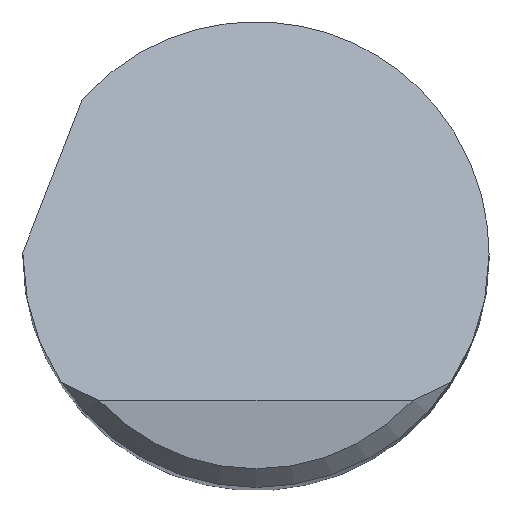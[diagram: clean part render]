
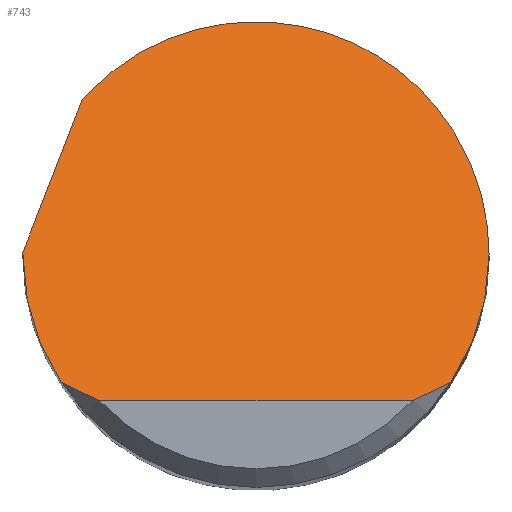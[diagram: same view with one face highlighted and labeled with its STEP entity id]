
A CAD part, top view. The second image highlights one B-rep face of the part: STEP entity #743.
In plain terms, the highlighted planar face has unit normal (0, 0.707, 0.707).
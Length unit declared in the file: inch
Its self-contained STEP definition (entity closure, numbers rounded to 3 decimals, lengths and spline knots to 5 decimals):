
#2 =( BOUNDED_CURVE ( )  B_SPLINE_CURVE ( 3, ( #126, #243, #705, #372 ),
 .UNSPECIFIED., .F., .F. ) 
 B_SPLINE_CURVE_WITH_KNOTS ( ( 4, 4 ),
 ( 4.13401, 4.71239 ),
 .UNSPECIFIED. ) 
 CURVE ( )  GEOMETRIC_REPRESENTATION_ITEM ( )  RATIONAL_B_SPLINE_CURVE ( ( 1., 0.972, 0.972, 1. ) ) 
 REPRESENTATION_ITEM ( '' )  );
#11 = VERTEX_POINT ( 'NONE', #485 ) ;
#19 = CARTESIAN_POINT ( 'NONE',  ( 0.1875, 0., 2.3825 ) ) ;
#22 = CARTESIAN_POINT ( 'NONE',  ( -0.1875, 0., 2.3825 ) ) ;
#34 = CARTESIAN_POINT ( 'NONE',  ( -0.1369, -0.11288, 2.49538 ) ) ;
#47 = CARTESIAN_POINT ( 'NONE',  ( -0.18749, 0.002, 2.3805 ) ) ;
#65 = DIRECTION ( 'NONE',  ( 0., -0.707, -0.707 ) ) ;
#84 = CARTESIAN_POINT ( 'NONE',  ( -0.1875, -0.1175, 2.5 ) ) ;
#98 = B_SPLINE_CURVE_WITH_KNOTS ( 'NONE', 3,
 ( #351, #282, #619, #505 ),
 .UNSPECIFIED., .F., .F.,
 ( 4, 4 ),
 ( 0., 0.00095 ),
 .UNSPECIFIED. ) ;
#107 = CARTESIAN_POINT ( 'NONE',  ( -0.1875, 0.00067, 2.38183 ) ) ;
#109 = CARTESIAN_POINT ( 'NONE',  ( -0.157, -0.1025, 2.485 ) ) ;
#119 = EDGE_CURVE ( 'NONE', #819, #408, #801, .T. ) ;
#123 = DIRECTION ( 'NONE',  ( 1., 0., 0. ) ) ;
#126 = CARTESIAN_POINT ( 'NONE',  ( -0.157, -0.1025, 2.485 ) ) ;
#160 = CARTESIAN_POINT ( 'NONE',  ( 0.1875, -0.03666, 2.41916 ) ) ;
#196 = AXIS2_PLACEMENT_3D ( 'NONE', #84, #65, #523 ) ;
#208 = CARTESIAN_POINT ( 'NONE',  ( -0.12629, -0.1175, 2.5 ) ) ;
#228 = VERTEX_POINT ( 'NONE', #109 ) ;
#241 = CARTESIAN_POINT ( 'NONE',  ( -0.1875, 0., 2.3825 ) ) ;
#243 = CARTESIAN_POINT ( 'NONE',  ( -0.17704, -0.0718, 2.4543 ) ) ;
#260 =( BOUNDED_CURVE ( )  B_SPLINE_CURVE ( 3, ( #712, #511, #827, #833 ),
 .UNSPECIFIED., .F., .F. ) 
 B_SPLINE_CURVE_WITH_KNOTS ( ( 4, 4 ),
 ( 5.44247, 7.85398 ),
 .UNSPECIFIED. ) 
 CURVE ( )  GEOMETRIC_REPRESENTATION_ITEM ( )  RATIONAL_B_SPLINE_CURVE ( ( 1., 0.571, 0.571, 1. ) ) 
 REPRESENTATION_ITEM ( '' )  );
#270 = EDGE_CURVE ( 'NONE', #797, #795, #432, .T. ) ;
#282 = CARTESIAN_POINT ( 'NONE',  ( 0.1369, -0.11288, 2.49538 ) ) ;
#333 = VECTOR ( 'NONE', #682, 39.37008 ) ;
#351 = CARTESIAN_POINT ( 'NONE',  ( 0.12629, -0.1175, 2.5 ) ) ;
#372 = CARTESIAN_POINT ( 'NONE',  ( -0.1875, 0., 2.3825 ) ) ;
#388 = ORIENTED_EDGE ( 'NONE', *, *, #270, .F. ) ;
#393 = ORIENTED_EDGE ( 'NONE', *, *, #632, .F. ) ;
#401 = VERTEX_POINT ( 'NONE', #666 ) ;
#406 = VERTEX_POINT ( 'NONE', #22 ) ;
#408 = VERTEX_POINT ( 'NONE', #659 ) ;
#431 = CARTESIAN_POINT ( 'NONE',  ( -0.23064, -0.10912, 2.49162 ) ) ;
#432 =( BOUNDED_CURVE ( )  B_SPLINE_CURVE ( 3, ( #607, #160, #749, #561 ),
 .UNSPECIFIED., .F., .F. ) 
 B_SPLINE_CURVE_WITH_KNOTS ( ( 4, 4 ),
 ( 1.5708, 2.14917 ),
 .UNSPECIFIED. ) 
 CURVE ( )  GEOMETRIC_REPRESENTATION_ITEM ( )  RATIONAL_B_SPLINE_CURVE ( ( 1., 0.972, 0.972, 1. ) ) 
 REPRESENTATION_ITEM ( '' )  );
#482 = ORIENTED_EDGE ( 'NONE', *, *, #119, .T. ) ;
#485 = CARTESIAN_POINT ( 'NONE',  ( -0.13971, 0.12505, 2.25745 ) ) ;
#491 = EDGE_LOOP ( 'NONE', ( #482, #602, #388, #393, #744, #734, #522, #667 ) ) ;
#495 = VECTOR ( 'NONE', #123, 39.37008 ) ;
#503 = CARTESIAN_POINT ( 'NONE',  ( -0.12629, -0.1175, 2.5 ) ) ;
#504 =( BOUNDED_CURVE ( )  B_SPLINE_CURVE ( 3, ( #241, #107, #762, #47 ),
 .UNSPECIFIED., .F., .F. ) 
 B_SPLINE_CURVE_WITH_KNOTS ( ( 4, 4 ),
 ( 4.71239, 4.72306 ),
 .UNSPECIFIED. ) 
 CURVE ( )  GEOMETRIC_REPRESENTATION_ITEM ( )  RATIONAL_B_SPLINE_CURVE ( ( 1., 1., 1., 1. ) ) 
 REPRESENTATION_ITEM ( '' )  );
#505 = CARTESIAN_POINT ( 'NONE',  ( 0.157, -0.1025, 2.485 ) ) ;
#511 = CARTESIAN_POINT ( 'NONE',  ( -0.00341, 0.27733, 2.10517 ) ) ;
#518 = B_SPLINE_CURVE_WITH_KNOTS ( 'NONE', 3,
 ( #549, #802, #34, #503 ),
 .UNSPECIFIED., .F., .F.,
 ( 4, 4 ),
 ( 0., 0.00095 ),
 .UNSPECIFIED. ) ;
#522 = ORIENTED_EDGE ( 'NONE', *, *, #696, .F. ) ;
#523 = DIRECTION ( 'NONE',  ( 0., 0.707, -0.707 ) ) ;
#538 = CARTESIAN_POINT ( 'NONE',  ( 0.157, -0.1025, 2.485 ) ) ;
#539 = EDGE_CURVE ( 'NONE', #401, #11, #810, .T. ) ;
#549 = CARTESIAN_POINT ( 'NONE',  ( -0.157, -0.1025, 2.485 ) ) ;
#551 = EDGE_CURVE ( 'NONE', #406, #401, #504, .T. ) ;
#561 = CARTESIAN_POINT ( 'NONE',  ( 0.157, -0.1025, 2.485 ) ) ;
#568 = EDGE_CURVE ( 'NONE', #408, #795, #98, .T. ) ;
#602 = ORIENTED_EDGE ( 'NONE', *, *, #568, .T. ) ;
#603 = FACE_OUTER_BOUND ( 'NONE', #491, .T. ) ;
#607 = CARTESIAN_POINT ( 'NONE',  ( 0.1875, 0., 2.3825 ) ) ;
#619 = CARTESIAN_POINT ( 'NONE',  ( 0.14711, -0.10785, 2.49035 ) ) ;
#620 = EDGE_CURVE ( 'NONE', #228, #819, #518, .T. ) ;
#632 = EDGE_CURVE ( 'NONE', #11, #797, #260, .T. ) ;
#659 = CARTESIAN_POINT ( 'NONE',  ( 0.12629, -0.1175, 2.5 ) ) ;
#666 = CARTESIAN_POINT ( 'NONE',  ( -0.18749, 0.002, 2.3805 ) ) ;
#667 = ORIENTED_EDGE ( 'NONE', *, *, #620, .T. ) ;
#682 = DIRECTION ( 'NONE',  ( 0.265, 0.682, -0.682 ) ) ;
#696 = EDGE_CURVE ( 'NONE', #228, #406, #2, .T. ) ;
#699 = CARTESIAN_POINT ( 'NONE',  ( 0., -0.1175, 2.5 ) ) ;
#705 = CARTESIAN_POINT ( 'NONE',  ( -0.1875, -0.03666, 2.41916 ) ) ;
#712 = CARTESIAN_POINT ( 'NONE',  ( -0.13971, 0.12505, 2.25745 ) ) ;
#727 = PLANE ( 'NONE',  #196 ) ;
#734 = ORIENTED_EDGE ( 'NONE', *, *, #551, .F. ) ;
#743 = ADVANCED_FACE ( 'NONE', ( #603 ), #727, .F. ) ;
#744 = ORIENTED_EDGE ( 'NONE', *, *, #539, .F. ) ;
#749 = CARTESIAN_POINT ( 'NONE',  ( 0.17704, -0.0718, 2.4543 ) ) ;
#762 = CARTESIAN_POINT ( 'NONE',  ( -0.1875, 0.00133, 2.38117 ) ) ;
#795 = VERTEX_POINT ( 'NONE', #538 ) ;
#797 = VERTEX_POINT ( 'NONE', #19 ) ;
#801 = LINE ( 'NONE', #699, #495 ) ;
#802 = CARTESIAN_POINT ( 'NONE',  ( -0.14711, -0.10785, 2.49035 ) ) ;
#810 = LINE ( 'NONE', #431, #333 ) ;
#819 = VERTEX_POINT ( 'NONE', #208 ) ;
#827 = CARTESIAN_POINT ( 'NONE',  ( 0.1875, 0.20437, 2.17813 ) ) ;
#833 = CARTESIAN_POINT ( 'NONE',  ( 0.1875, 0., 2.3825 ) ) ;
